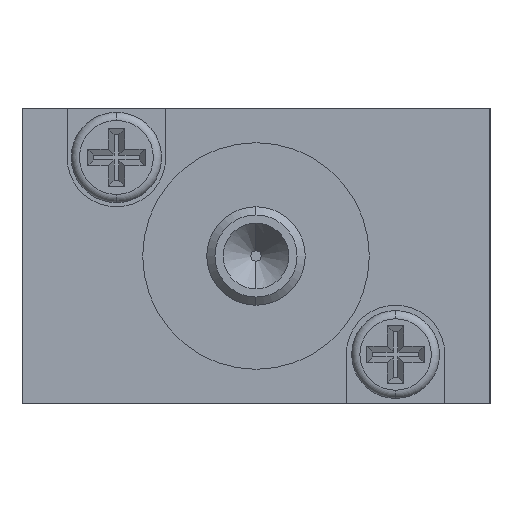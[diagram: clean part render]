
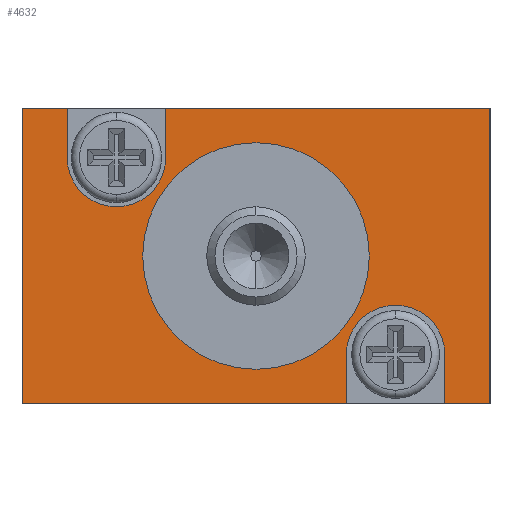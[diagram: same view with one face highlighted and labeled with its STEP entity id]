
A CAD part, left-side view. The second image highlights one B-rep face of the part: STEP entity #4632.
In plain terms, the highlighted face is planar.
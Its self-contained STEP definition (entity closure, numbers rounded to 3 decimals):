
#147 = EDGE_LOOP ( 'NONE', ( #4407, #4406, #4405, #4404, #4403, #4402, #4401, #4400, #4399, #4398, #2155, #2156, #2157 ) ) ;
#363 = AXIS2_PLACEMENT_3D ( 'NONE', #2325, #2322, #2321 ) ;
#421 = AXIS2_PLACEMENT_3D ( 'NONE', #832, #831, #830 ) ;
#422 = AXIS2_PLACEMENT_3D ( 'NONE', #827, #826, #823 ) ;
#807 = DIRECTION ( 'NONE',  ( 1., 0., 0. ) ) ;
#810 = CARTESIAN_POINT ( 'NONE',  ( -6., -11.5, 13.5 ) ) ;
#811 = DIRECTION ( 'NONE',  ( 0., -1., 0. ) ) ;
#812 = CARTESIAN_POINT ( 'NONE',  ( -9., 14.25, 13.5 ) ) ;
#813 = DIRECTION ( 'NONE',  ( 1., 0., 0. ) ) ;
#814 = CARTESIAN_POINT ( 'NONE',  ( -9., -14.25, 13.5 ) ) ;
#816 = DIRECTION ( 'NONE',  ( 0., 1., 0. ) ) ;
#817 = CARTESIAN_POINT ( 'NONE',  ( 9., 14.25, 13.5 ) ) ;
#820 = DIRECTION ( 'NONE',  ( 1., 0., 0. ) ) ;
#821 = CARTESIAN_POINT ( 'NONE',  ( 6., 5.5, 13.5 ) ) ;
#823 = DIRECTION ( 'NONE',  ( 1., 0., 0. ) ) ;
#826 = DIRECTION ( 'NONE',  ( 0., 0., 1. ) ) ;
#827 = CARTESIAN_POINT ( 'NONE',  ( 6., 8.5, 13.5 ) ) ;
#830 = DIRECTION ( 'NONE',  ( 1., 0., 0. ) ) ;
#831 = DIRECTION ( 'NONE',  ( 0., 0., 1. ) ) ;
#832 = CARTESIAN_POINT ( 'NONE',  ( 0., 0., 13.5 ) ) ;
#1062 = CIRCLE ( 'NONE', #421, 6.9 ) ;
#1063 = LINE ( 'NONE', #821, #1065 ) ;
#1064 = CIRCLE ( 'NONE', #422, 3. ) ;
#1065 = VECTOR ( 'NONE', #820, 1000. ) ;
#1066 = LINE ( 'NONE', #817, #1067 ) ;
#1067 = VECTOR ( 'NONE', #816, 1000. ) ;
#1068 = LINE ( 'NONE', #814, #1069 ) ;
#1069 = VECTOR ( 'NONE', #813, 1000. ) ;
#1070 = LINE ( 'NONE', #812, #1071 ) ;
#1071 = VECTOR ( 'NONE', #811, 1000. ) ;
#1072 = LINE ( 'NONE', #810, #1073 ) ;
#1073 = VECTOR ( 'NONE', #807, 1000. ) ;
#1406 = EDGE_LOOP ( 'NONE', ( #2158, #2160 ) ) ;
#1419 = VERTEX_POINT ( 'NONE', #3563 ) ;
#1426 = VERTEX_POINT ( 'NONE', #3668 ) ;
#1429 = VERTEX_POINT ( 'NONE', #3548 ) ;
#1441 = VERTEX_POINT ( 'NONE', #3662 ) ;
#1443 = VERTEX_POINT ( 'NONE', #3655 ) ;
#1448 = VERTEX_POINT ( 'NONE', #3698 ) ;
#1449 = VERTEX_POINT ( 'NONE', #3691 ) ;
#1451 = VERTEX_POINT ( 'NONE', #3610 ) ;
#1474 = VERTEX_POINT ( 'NONE', #3646 ) ;
#1476 = VERTEX_POINT ( 'NONE', #3643 ) ;
#1481 = VERTEX_POINT ( 'NONE', #3638 ) ;
#1484 = VERTEX_POINT ( 'NONE', #3634 ) ;
#1486 = VERTEX_POINT ( 'NONE', #3630 ) ;
#1498 = VERTEX_POINT ( 'NONE', #3602 ) ;
#1502 = VERTEX_POINT ( 'NONE', #3596 ) ;
#1524 = EDGE_CURVE ( 'NONE', #1484, #1498, #4131, .T. ) ;
#1525 = EDGE_CURVE ( 'NONE', #1474, #1451, #4130, .T. ) ;
#1526 = EDGE_CURVE ( 'NONE', #1419, #1451, #4133, .T. ) ;
#1527 = EDGE_CURVE ( 'NONE', #1476, #1419, #4135, .T. ) ;
#1528 = EDGE_CURVE ( 'NONE', #1486, #1476, #4137, .T. ) ;
#1529 = EDGE_CURVE ( 'NONE', #1486, #1502, #4139, .T. ) ;
#1556 = EDGE_CURVE ( 'NONE', #1449, #1448, #4187, .T. ) ;
#1560 = EDGE_CURVE ( 'NONE', #1498, #1474, #4193, .T. ) ;
#2155 = ORIENTED_EDGE ( 'NONE', *, *, #4799, .T. ) ;
#2156 = ORIENTED_EDGE ( 'NONE', *, *, #4798, .F. ) ;
#2157 = ORIENTED_EDGE ( 'NONE', *, *, #4797, .F. ) ;
#2158 = ORIENTED_EDGE ( 'NONE', *, *, #4796, .F. ) ;
#2160 = ORIENTED_EDGE ( 'NONE', *, *, #1556, .F. ) ;
#2321 = DIRECTION ( 'NONE',  ( 1., 0., 0. ) ) ;
#2322 = DIRECTION ( 'NONE',  ( 0., 0., 1. ) ) ;
#2325 = CARTESIAN_POINT ( 'NONE',  ( 9., -14.25, 13.5 ) ) ;
#2326 = PLANE ( 'NONE',  #363 ) ;
#2460 = FACE_OUTER_BOUND ( 'NONE', #147, .T. ) ;
#2461 = FACE_BOUND ( 'NONE', #1406, .T. ) ;
#3548 = CARTESIAN_POINT ( 'NONE',  ( -9., -14.25, 13.5 ) ) ;
#3563 = CARTESIAN_POINT ( 'NONE',  ( -9., 14.25, 13.5 ) ) ;
#3596 = CARTESIAN_POINT ( 'NONE',  ( 6., 11.5, 13.5 ) ) ;
#3602 = CARTESIAN_POINT ( 'NONE',  ( -3., -8.5, 13.5 ) ) ;
#3610 = CARTESIAN_POINT ( 'NONE',  ( -9., -5.5, 13.5 ) ) ;
#3630 = CARTESIAN_POINT ( 'NONE',  ( 9., 11.5, 13.5 ) ) ;
#3634 = CARTESIAN_POINT ( 'NONE',  ( -6., -11.5, 13.5 ) ) ;
#3638 = CARTESIAN_POINT ( 'NONE',  ( -9., -11.5, 13.5 ) ) ;
#3643 = CARTESIAN_POINT ( 'NONE',  ( 9., 14.25, 13.5 ) ) ;
#3646 = CARTESIAN_POINT ( 'NONE',  ( -6., -5.5, 13.5 ) ) ;
#3655 = CARTESIAN_POINT ( 'NONE',  ( 9., 5.5, 13.5 ) ) ;
#3662 = CARTESIAN_POINT ( 'NONE',  ( 9., -14.25, 13.5 ) ) ;
#3668 = CARTESIAN_POINT ( 'NONE',  ( 6., 5.5, 13.5 ) ) ;
#3691 = CARTESIAN_POINT ( 'NONE',  ( 6.9, 0., 13.5 ) ) ;
#3698 = CARTESIAN_POINT ( 'NONE',  ( -6.9, 0., 13.5 ) ) ;
#4130 = LINE ( 'NONE', #4348, #4132 ) ;
#4131 = CIRCLE ( 'NONE', #4838, 3. ) ;
#4132 = VECTOR ( 'NONE', #4347, 1000. ) ;
#4133 = LINE ( 'NONE', #4345, #4134 ) ;
#4134 = VECTOR ( 'NONE', #4344, 1000. ) ;
#4135 = LINE ( 'NONE', #4339, #4136 ) ;
#4136 = VECTOR ( 'NONE', #4335, 1000. ) ;
#4137 = LINE ( 'NONE', #4329, #4138 ) ;
#4138 = VECTOR ( 'NONE', #4326, 1000. ) ;
#4139 = LINE ( 'NONE', #4320, #4140 ) ;
#4140 = VECTOR ( 'NONE', #4317, 1000. ) ;
#4187 = CIRCLE ( 'NONE', #4846, 6.9 ) ;
#4193 = CIRCLE ( 'NONE', #4848, 3. ) ;
#4266 = DIRECTION ( 'NONE',  ( 1., 0., 0. ) ) ;
#4267 = DIRECTION ( 'NONE',  ( 0., 0., 1. ) ) ;
#4268 = CARTESIAN_POINT ( 'NONE',  ( -6., -8.5, 13.5 ) ) ;
#4276 = DIRECTION ( 'NONE',  ( 1., 0., 0. ) ) ;
#4277 = DIRECTION ( 'NONE',  ( 0., 0., 1. ) ) ;
#4278 = CARTESIAN_POINT ( 'NONE',  ( 0., 0., 13.5 ) ) ;
#4317 = DIRECTION ( 'NONE',  ( -1., 0., 0. ) ) ;
#4320 = CARTESIAN_POINT ( 'NONE',  ( 6., 11.5, 13.5 ) ) ;
#4326 = DIRECTION ( 'NONE',  ( 0., 1., 0. ) ) ;
#4329 = CARTESIAN_POINT ( 'NONE',  ( 9., 14.25, 13.5 ) ) ;
#4335 = DIRECTION ( 'NONE',  ( -1., 0., 0. ) ) ;
#4339 = CARTESIAN_POINT ( 'NONE',  ( -9., 14.25, 13.5 ) ) ;
#4344 = DIRECTION ( 'NONE',  ( 0., -1., 0. ) ) ;
#4345 = CARTESIAN_POINT ( 'NONE',  ( -9., 14.25, 13.5 ) ) ;
#4347 = DIRECTION ( 'NONE',  ( -1., 0., 0. ) ) ;
#4348 = CARTESIAN_POINT ( 'NONE',  ( -6., -5.5, 13.5 ) ) ;
#4349 = DIRECTION ( 'NONE',  ( 1., 0., 0. ) ) ;
#4350 = DIRECTION ( 'NONE',  ( 0., 0., 1. ) ) ;
#4353 = CARTESIAN_POINT ( 'NONE',  ( -6., -8.5, 13.5 ) ) ;
#4398 = ORIENTED_EDGE ( 'NONE', *, *, #4800, .T. ) ;
#4399 = ORIENTED_EDGE ( 'NONE', *, *, #4801, .T. ) ;
#4400 = ORIENTED_EDGE ( 'NONE', *, *, #4802, .F. ) ;
#4401 = ORIENTED_EDGE ( 'NONE', *, *, #1524, .F. ) ;
#4402 = ORIENTED_EDGE ( 'NONE', *, *, #1560, .F. ) ;
#4403 = ORIENTED_EDGE ( 'NONE', *, *, #1525, .F. ) ;
#4404 = ORIENTED_EDGE ( 'NONE', *, *, #1526, .T. ) ;
#4405 = ORIENTED_EDGE ( 'NONE', *, *, #1527, .T. ) ;
#4406 = ORIENTED_EDGE ( 'NONE', *, *, #1528, .T. ) ;
#4407 = ORIENTED_EDGE ( 'NONE', *, *, #1529, .F. ) ;
#4632 = ADVANCED_FACE ( 'NONE', ( #2460, #2461 ), #2326, .T. ) ;
#4796 = EDGE_CURVE ( 'NONE', #1448, #1449, #1062, .T. ) ;
#4797 = EDGE_CURVE ( 'NONE', #1502, #1426, #1064, .T. ) ;
#4798 = EDGE_CURVE ( 'NONE', #1426, #1443, #1063, .T. ) ;
#4799 = EDGE_CURVE ( 'NONE', #1441, #1443, #1066, .T. ) ;
#4800 = EDGE_CURVE ( 'NONE', #1429, #1441, #1068, .T. ) ;
#4801 = EDGE_CURVE ( 'NONE', #1481, #1429, #1070, .T. ) ;
#4802 = EDGE_CURVE ( 'NONE', #1481, #1484, #1072, .T. ) ;
#4838 = AXIS2_PLACEMENT_3D ( 'NONE', #4353, #4350, #4349 ) ;
#4846 = AXIS2_PLACEMENT_3D ( 'NONE', #4278, #4277, #4276 ) ;
#4848 = AXIS2_PLACEMENT_3D ( 'NONE', #4268, #4267, #4266 ) ;
